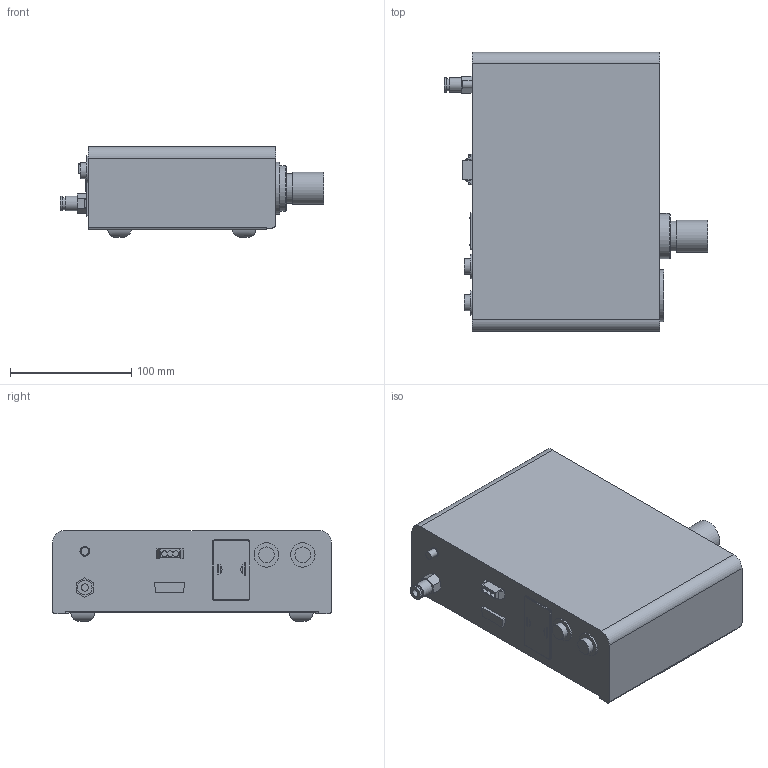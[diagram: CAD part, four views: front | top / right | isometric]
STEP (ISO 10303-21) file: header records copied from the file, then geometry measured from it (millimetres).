
FILE_DESCRIPTION(/* description */ (''),/* implementation_level */ '2;1');
FILE_NAME(/* name */ 'S00276_R8_VC1000_Controler kpl_Shrinkwrap_2.stp',/* time_stamp */ '2021-02-01T11:54:52+01:00',/* author */ ('glueck'),/* organization */ (''),/* preprocessor_version */ 'ST-DEVELOPER v18.1',/* originating_system */ 'Autodesk Inventor 2021',/* authorisation */ '');
FILE_SCHEMA (('AUTOMOTIVE_DESIGN { 1 0 10303 214 3 1 1 }'));
Length unit declared in the file: millimetre
Products named in the file (1): S00276_R8_VC1000_Controler kpl_Shrinkwrap_1
Bounding box: 217.7 x 230.4 x 75.1 mm (x, y, z)
Volume: 2445424.9 mm3; surface area: 131451.6 mm2
Topology: 1 solids, 1 shells, 178 faces, 396 edges, 257 vertices
Faces by surface type: plane 108, cylinder 61, torus 5, cone 4
Full cylindrical faces by diameter (mm): 6 x1, 6.4 x1, 8.566 x1, 10 x1, 12 x2, 13 x2, 20.2 x2, 24.5 x1, 26.5 x1, 28 x1, 37.5 x1, 43 x1
Entity records: 5218 total; most frequent: DIRECTION 874, CARTESIAN_POINT 860, ORIENTED_EDGE 792, EDGE_CURVE 396, AXIS2_PLACEMENT_3D 303, LINE 268, VECTOR 268, VERTEX_POINT 257
